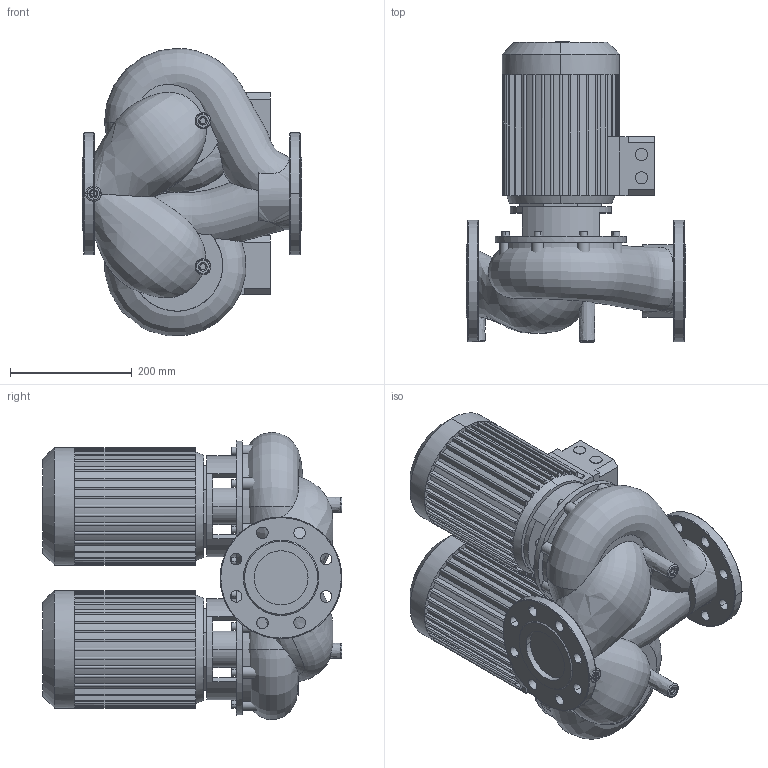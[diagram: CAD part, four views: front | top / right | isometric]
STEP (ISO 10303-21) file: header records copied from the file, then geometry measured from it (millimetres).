
FILE_DESCRIPTION((''),'2;1');
FILE_NAME('3d_DPL80_115-2_2_2-2121271.stp','2016-08-24T11:00:33',(''),(''),'Mechanical Desktop 2009','Mechanical Desktop 2009',', , ');
FILE_SCHEMA(('CONFIG_CONTROL_DESIGN'));
Length unit declared in the file: millimetre
Products named in the file (1): Product
Bounding box: 360 x 492.69 x 472.09 mm (x, y, z)
Volume: 32288249.3 mm3; surface area: 1617555 mm2
Topology: 17 solids, 17 shells, 991 faces, 2511 edges, 1599 vertices
Faces by surface type: plane 510, bspline 239, cylinder 228, cone 10, torus 4
Entity records: 48136 total; most frequent: CARTESIAN_POINT 24419, ORIENTED_EDGE 5014, DIRECTION 4808, EDGE_CURVE 2507, AXIS2_PLACEMENT_3D 1716, VERTEX_POINT 1597, VECTOR 1376, LINE 1376
